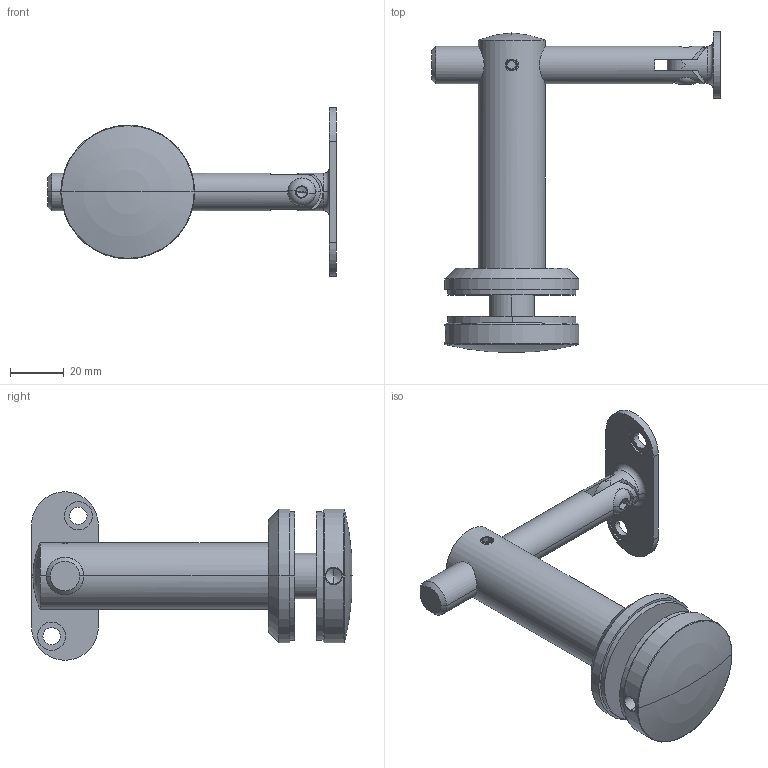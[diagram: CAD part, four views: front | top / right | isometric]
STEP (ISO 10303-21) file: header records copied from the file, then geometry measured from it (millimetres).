
FILE_DESCRIPTION (( 'STEP AP203' ), '1' );
FILE_NAME ('A_0155-000.STEP', '2023-11-07T07:24:48', ( '' ), ( '' ), 'SwSTEP 2.0', 'SolidWorks 2019', '' );
FILE_SCHEMA (( 'CONFIG_CONTROL_DESIGN' ));
Length unit declared in the file: millimetre
Products named in the file (11): SKRUTKA stn iso 7380_M6x10; A_0155-042-B.P6; A_0155-000.P1; A_0155-000.P2; A_0155-000.P7; A_0155-000; A_0155-000.P8; Skrutka DIN 913_SKRUTKA M 5X 5; A_0155-000.P4; DIN 913_SKRUTKA M 8X40; A_0155-000.P3
Assembly tree (10 placements, depth 2):
  A_0155-000
    A_0155-000.P2
    A_0155-000.P3
    A_0155-000.P4
    SKRUTKA stn iso 7380_M6x10
    Skrutka DIN 913_SKRUTKA M 5X 5
    A_0155-000.P1
    A_0155-000.P7
    A_0155-000.P8
    A_0155-042-B.P6
    DIN 913_SKRUTKA M 8X40
Bounding box: 108 x 120 x 63 mm (x, y, z)
Volume: 99884.2 mm3; surface area: 39420.4 mm2
Topology: 10 solids, 10 shells, 177 faces, 411 edges, 253 vertices
Faces by surface type: cylinder 71, plane 58, cone 36, torus 8, sphere 2, bspline 2
Entity records: 8270 total; most frequent: CARTESIAN_POINT 3056, DIRECTION 896, ORIENTED_EDGE 802, EDGE_CURVE 401, AXIS2_PLACEMENT_3D 362, VERTEX_POINT 253, EDGE_LOOP 206, FACE_OUTER_BOUND 177
